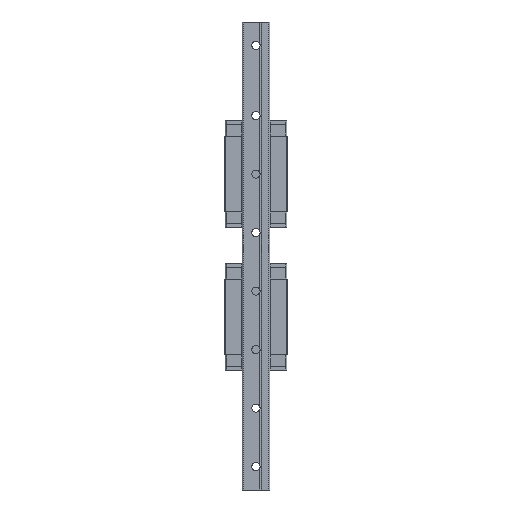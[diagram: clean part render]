
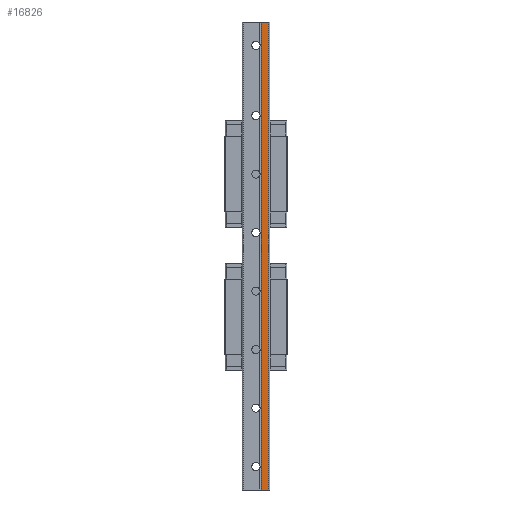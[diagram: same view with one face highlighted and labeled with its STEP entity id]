
A CAD part, front view. The second image highlights one B-rep face of the part: STEP entity #16826.
In plain terms, the highlighted planar face has unit normal (0, -1, 0).
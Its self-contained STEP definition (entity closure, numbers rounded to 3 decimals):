
#1077 = DIRECTION ( 'NONE',  ( 0., 1., 0. ) ) ;
#2535 = DIRECTION ( 'NONE',  ( 0., 0., 1. ) ) ;
#2930 = CARTESIAN_POINT ( 'NONE',  ( 2.393, -5.5, 100. ) ) ;
#3390 = VERTEX_POINT ( 'NONE', #9410 ) ;
#3769 = VECTOR ( 'NONE', #11432, 1000. ) ;
#4071 = EDGE_CURVE ( 'NONE', #15270, #5087, #14622, .T. ) ;
#4093 = VECTOR ( 'NONE', #4178, 1000. ) ;
#4178 = DIRECTION ( 'NONE',  ( 0., 0., -1. ) ) ;
#5087 = VERTEX_POINT ( 'NONE', #9174 ) ;
#5466 = DIRECTION ( 'NONE',  ( 1., 0., 0. ) ) ;
#5868 = ORIENTED_EDGE ( 'NONE', *, *, #7269, .T. ) ;
#6960 = ORIENTED_EDGE ( 'NONE', *, *, #14439, .T. ) ;
#7176 = CARTESIAN_POINT ( 'NONE',  ( 5.484, -5.5, 100. ) ) ;
#7269 = EDGE_CURVE ( 'NONE', #10966, #3390, #15187, .T. ) ;
#7308 = CARTESIAN_POINT ( 'NONE',  ( 5.484, -5.5, 100. ) ) ;
#7506 = FACE_OUTER_BOUND ( 'NONE', #15692, .T. ) ;
#7649 = EDGE_CURVE ( 'NONE', #10966, #15270, #9042, .T. ) ;
#9042 = LINE ( 'NONE', #2930, #9472 ) ;
#9174 = CARTESIAN_POINT ( 'NONE',  ( 5.484, -5.5, -100. ) ) ;
#9307 = PLANE ( 'NONE',  #16758 ) ;
#9410 = CARTESIAN_POINT ( 'NONE',  ( 2.393, -5.5, -100. ) ) ;
#9472 = VECTOR ( 'NONE', #9830, 1000. ) ;
#9544 = CARTESIAN_POINT ( 'NONE',  ( 2.393, -5.5, 100. ) ) ;
#9830 = DIRECTION ( 'NONE',  ( 1., 0., 0. ) ) ;
#10966 = VERTEX_POINT ( 'NONE', #14907 ) ;
#11056 = CARTESIAN_POINT ( 'NONE',  ( 2.393, -5.5, -100. ) ) ;
#11432 = DIRECTION ( 'NONE',  ( 0., 0., -1. ) ) ;
#12852 = LINE ( 'NONE', #11056, #15023 ) ;
#13548 = CARTESIAN_POINT ( 'NONE',  ( 2.393, -5.5, 100. ) ) ;
#14439 = EDGE_CURVE ( 'NONE', #3390, #5087, #12852, .T. ) ;
#14461 = ORIENTED_EDGE ( 'NONE', *, *, #7649, .F. ) ;
#14622 = LINE ( 'NONE', #7176, #3769 ) ;
#14907 = CARTESIAN_POINT ( 'NONE',  ( 2.393, -5.5, 100. ) ) ;
#15023 = VECTOR ( 'NONE', #5466, 1000. ) ;
#15187 = LINE ( 'NONE', #9544, #4093 ) ;
#15270 = VERTEX_POINT ( 'NONE', #7308 ) ;
#15692 = EDGE_LOOP ( 'NONE', ( #6960, #17361, #14461, #5868 ) ) ;
#16758 = AXIS2_PLACEMENT_3D ( 'NONE', #13548, #1077, #2535 ) ;
#16826 = ADVANCED_FACE ( 'NONE', ( #7506 ), #9307, .F. ) ;
#17361 = ORIENTED_EDGE ( 'NONE', *, *, #4071, .F. ) ;
